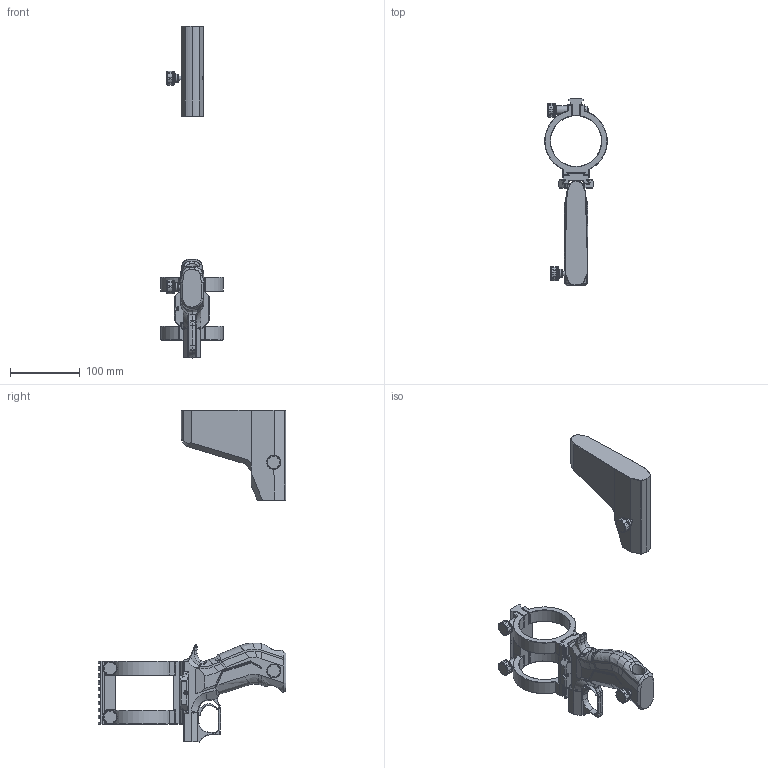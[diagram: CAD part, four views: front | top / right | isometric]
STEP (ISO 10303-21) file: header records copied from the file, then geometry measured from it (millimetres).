
FILE_DESCRIPTION(/* description */ ('Unknown'),/* implementation_level */ '2;1');
FILE_NAME(/* name */ 'filmDigitizer_135_filmCarrier_rokinon100mm_jerichoGrip_assembly_V2',/* time_stamp */ '2024-05-09T19:05:17-04:00',/* author */ ('Unknown'),/* organization */ ('Unknown'),/* preprocessor_version */ 'ST-DEVELOPER v18.1',/* originating_system */ 'Solid Edge',/* authorisation */ 'Unknown');
FILE_SCHEMA (('AUTOMOTIVE_DESIGN {1 0 10303 214 3 1 1}'));
Products named in the file (16): filmDigitizer_135_filmCarrier_V2; 1_4-20_hexHead_50mm; M3_panHead_20mm; 1_4-20_hexHead_bottomCap_long; 1_4-20_hexHead_topCap; 1_4-20_hexHead_19mm; 1_4-20_jamNut; 1_4-20_hexHead_bottomCap_short; filmDigitizer_135_filmCarrier_rokinon100mm_collar_jerichoTrigger_V2; filmDigitizer_135_filmCarrier_rokinon100mm_collar_V2; filmDigitizer_135_filmCarrier_rokinon100mm_collar_jerichoTrigger_swit
ch_V2; filmDigitizer_135_filmCarrier_rokinon100mm_natoRail_V2; filmDigitizer_135_filmCarrier_rokinon100mm_collar_jerichoGrip_buttSto
ck_V2; filmDigitizer_135_filmCarrier_rokinon100mm_collar_jerichoGrip_buttSto
ck_stock_V2; filmDigitizer_135_filmCarrier_rokinon100mm_arcaSwissRail_V2; filmDigitizer_135_filmCarrier_rokinon100mm_collar_jerichoGrip_arcaSwi
ssClamp_V2
Assembly tree (28 placements, depth 2):
  filmDigitizer_135_filmCarrier_V2
    1_4-20_hexHead_50mm  x2
    M3_panHead_20mm
    1_4-20_hexHead_bottomCap_long  x2
    1_4-20_hexHead_topCap  x4
    1_4-20_hexHead_19mm  x4
    1_4-20_jamNut  x4
    1_4-20_hexHead_bottomCap_short  x2
    filmDigitizer_135_filmCarrier_rokinon100mm_collar_jerichoTrigger_V2
    filmDigitizer_135_filmCarrier_rokinon100mm_collar_V2  x2
    filmDigitizer_135_filmCarrier_rokinon100mm_collar_jerichoTrigger_swit
ch_V2
    filmDigitizer_135_filmCarrier_rokinon100mm_natoRail_V2
    filmDigitizer_135_filmCarrier_rokinon100mm_collar_jerichoGrip_buttSto
ck_V2
    filmDigitizer_135_filmCarrier_rokinon100mm_collar_jerichoGrip_buttSto
ck_stock_V2
    filmDigitizer_135_filmCarrier_rokinon100mm_arcaSwissRail_V2
    filmDigitizer_135_filmCarrier_rokinon100mm_collar_jerichoGrip_arcaSwi
ssClamp_V2
Bounding box: 89.73 x 270.03 x 476.99 mm (x, y, z)
Volume: 791313.8 mm3; surface area: 166396.8 mm2
Topology: 29 solids, 30 shells, 1953 faces, 5120 edges, 3240 vertices
Faces by surface type: plane 1190, cone 341, cylinder 259, bspline 139, torus 19, sphere 5
Full cylindrical faces by diameter (mm): 2 x3, 3 x4, 5 x4, 5.842 x4, 6 x1, 6.2 x10, 6.25 x4, 6.5 x10, 12 x4, 18.415 x2
Entity records: 54937 total; most frequent: CARTESIAN_POINT 24337, ORIENTED_EDGE 6488, DIRECTION 5701, EDGE_CURVE 3244, LINE 2109, VECTOR 2109, VERTEX_POINT 2086, AXIS2_PLACEMENT_3D 1796
